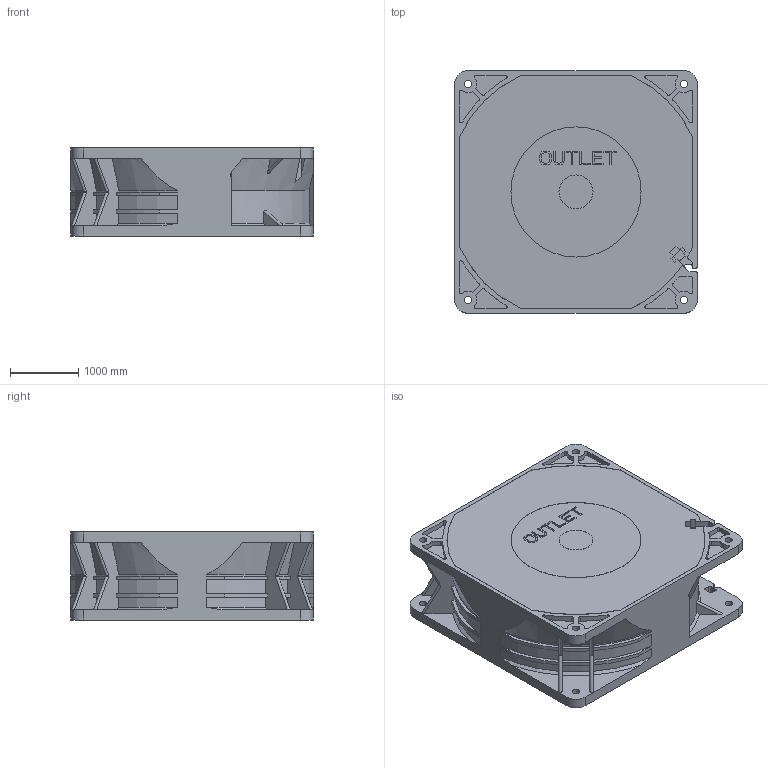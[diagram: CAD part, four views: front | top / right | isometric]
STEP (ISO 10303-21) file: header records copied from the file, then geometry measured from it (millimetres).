
FILE_DESCRIPTION((''),'2;1');
FILE_NAME('PRT0001','2018-01-20T',('DJOKOVIC.LIU'),(''),'PRO/ENGINEER BY PARAMETRIC TECHNOLOGY CORPORATION, 2012480','PRO/ENGINEER BY PARAMETRIC TECHNOLOGY CORPORATION, 2012480','');
FILE_SCHEMA(('CONFIG_CONTROL_DESIGN'));
Length unit declared in the file: inch
Products named in the file (1): PRT0001
Bounding box: 3548.38 x 3548.38 x 1290.32 mm (x, y, z)
Volume: 13930988958.6 mm3; surface area: 51654833.5 mm2
Topology: 1 solids, 1 shells, 525 faces, 1536 edges, 1044 vertices
Faces by surface type: plane 316, cylinder 179, cone 30
Entity records: 17915 total; most frequent: CARTESIAN_POINT 3584, ORIENTED_EDGE 3072, DIRECTION 2929, EDGE_CURVE 1536, VERTEX_POINT 1044, VECTOR 1015, LINE 1015, AXIS2_PLACEMENT_3D 957
